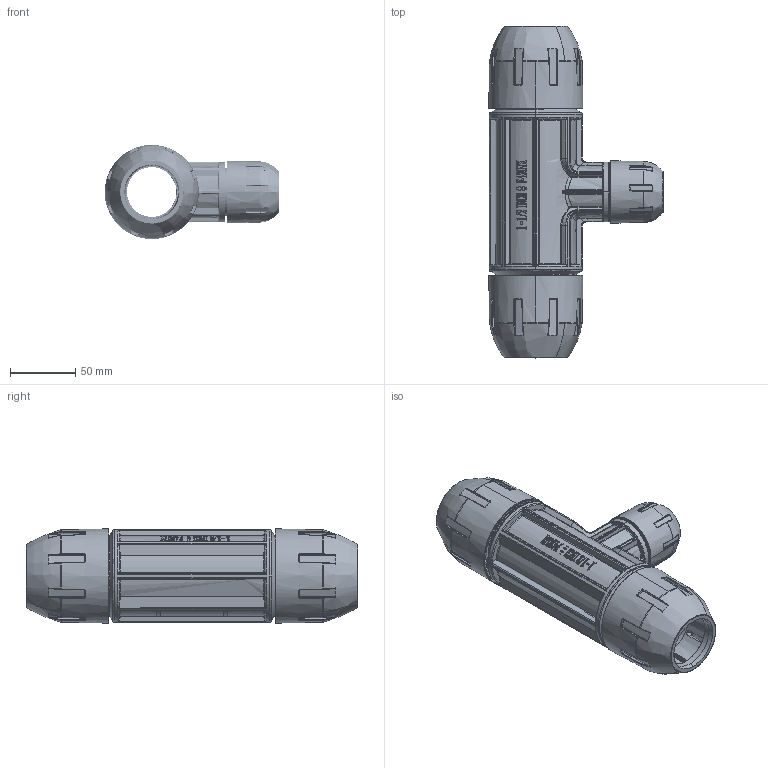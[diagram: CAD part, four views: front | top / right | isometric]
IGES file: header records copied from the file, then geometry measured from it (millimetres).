
Start section: SolidWorks IGES file using analytic representation for surfaces
Global section: file name: F4207.IGS; native system: SolidWorks 2018; preprocessor: SolidWorks 2018; author: andyr; date: 190730.092958; units: millimetre
Bounding box: 133.4 x 253.6 x 72 mm (x, y, z)
Surface area: 211555.8 mm2 (no closed solid volume)
Topology: 0 solids, 0 shells, 2917 faces, 27901 edges, 27766 vertices
Faces by surface type: bspline 1618, revolution 1299
